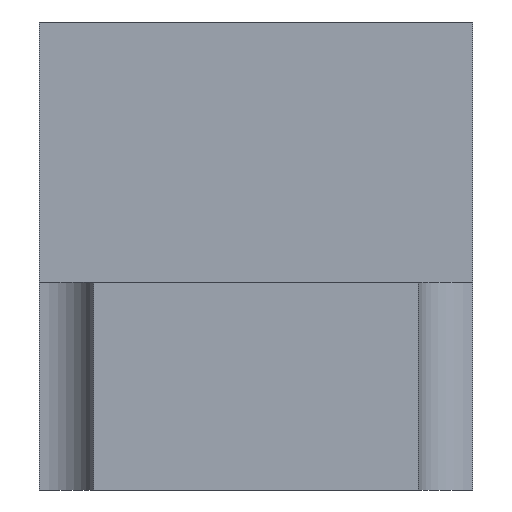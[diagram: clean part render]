
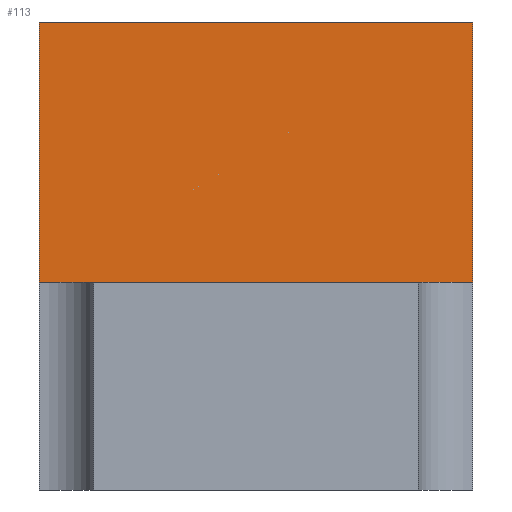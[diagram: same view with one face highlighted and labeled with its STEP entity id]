
A CAD part, left-side view. The second image highlights one B-rep face of the part: STEP entity #113.
In plain terms, the highlighted planar face has unit normal (-1, 0, 0).
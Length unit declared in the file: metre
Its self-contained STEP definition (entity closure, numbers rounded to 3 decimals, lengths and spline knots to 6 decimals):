
#113=ADVANCED_FACE('0:15604',(#176),#177,.T.);
#176=FACE_OUTER_BOUND('',#225,.T.);
#177=PLANE('',#226);
#225=EDGE_LOOP('',(#319,#320,#321,#322));
#226=AXIS2_PLACEMENT_3D('',#323,#324,#325);
#319=ORIENTED_EDGE('',*,*,#420,.T.);
#320=ORIENTED_EDGE('',*,*,#421,.F.);
#321=ORIENTED_EDGE('',*,*,#422,.T.);
#322=ORIENTED_EDGE('',*,*,#423,.T.);
#323=CARTESIAN_POINT('',(-0.001,0.0005,0.00048));
#324=DIRECTION('',(-1.0,0.0,0.0));
#325=DIRECTION('',(0.0,-1.0,0.0));
#420=EDGE_CURVE('0:15631',#472,#473,#474,.F.);
#421=EDGE_CURVE('0:15634',#475,#473,#476,.T.);
#422=EDGE_CURVE('0:15637',#475,#477,#478,.T.);
#423=EDGE_CURVE('0:15622',#477,#472,#479,.T.);
#472=VERTEX_POINT('',#500);
#473=VERTEX_POINT('',#501);
#474=LINE('',#502,#503);
#475=VERTEX_POINT('',#504);
#476=LINE('',#505,#506);
#477=VERTEX_POINT('',#507);
#478=LINE('',#508,#509);
#479=LINE('',#510,#511);
#500=CARTESIAN_POINT('',(-0.001,0.,0.00108));
#501=CARTESIAN_POINT('',(-0.001,0.001,0.00108));
#502=CARTESIAN_POINT('',(-0.001,0.00025,0.00108));
#503=VECTOR('',#536,1.0);
#504=CARTESIAN_POINT('',(-0.001,0.001,0.00048));
#505=CARTESIAN_POINT('',(-0.001,0.001,0.00048));
#506=VECTOR('',#537,1.0);
#507=CARTESIAN_POINT('',(-0.001,0.,0.00048));
#508=CARTESIAN_POINT('',(-0.001,0.0005,0.00048));
#509=VECTOR('',#538,1.0);
#510=CARTESIAN_POINT('',(-0.001,0.,0.00048));
#511=VECTOR('',#539,1.0);
#536=DIRECTION('',(0.0,-1.0,0.0));
#537=DIRECTION('',(0.0,0.0,1.0));
#538=DIRECTION('',(0.0,-1.0,0.0));
#539=DIRECTION('',(0.0,0.0,1.0));
